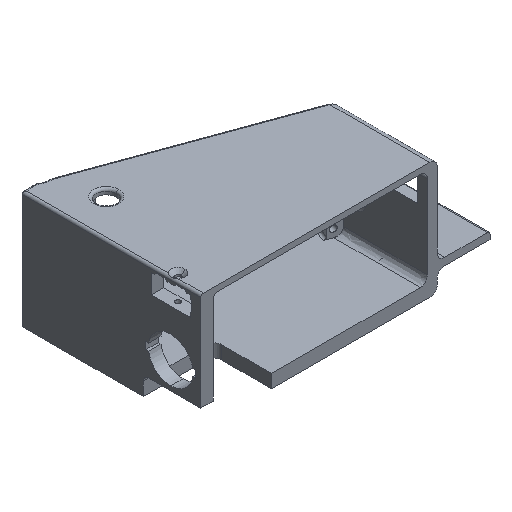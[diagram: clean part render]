
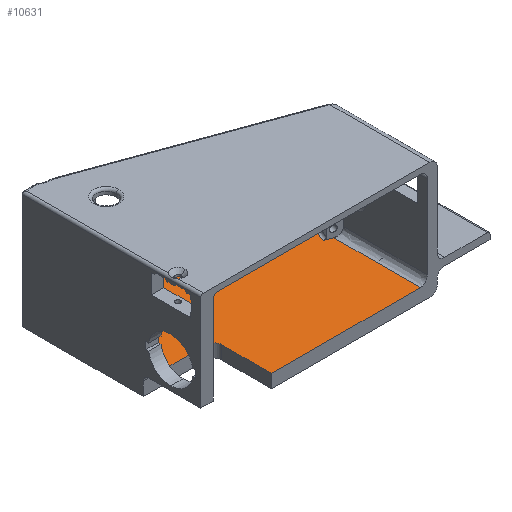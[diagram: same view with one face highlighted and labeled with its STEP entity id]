
A CAD part, isometric view. The second image highlights one B-rep face of the part: STEP entity #10631.
In plain terms, the highlighted planar face has unit normal (0, 0, 1).
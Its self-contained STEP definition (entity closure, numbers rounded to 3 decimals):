
#146 = CIRCLE ( 'NONE', #8786, 4. ) ;
#417 = CARTESIAN_POINT ( 'NONE',  ( 0., 21.5, 5.35 ) ) ;
#463 = VERTEX_POINT ( 'NONE', #11622 ) ;
#535 = CARTESIAN_POINT ( 'NONE',  ( 83.384, -1.6, 5.35 ) ) ;
#701 = CARTESIAN_POINT ( 'NONE',  ( -9.39, 3.418, 5.35 ) ) ;
#737 = DIRECTION ( 'NONE',  ( 0., -1., 0. ) ) ;
#1096 = CARTESIAN_POINT ( 'NONE',  ( 20.5, 21.5, 5.35 ) ) ;
#1161 = CARTESIAN_POINT ( 'NONE',  ( 20.5, 18.5, 5.35 ) ) ;
#1239 = EDGE_CURVE ( 'NONE', #1960, #463, #4615, .T. ) ;
#1330 = ORIENTED_EDGE ( 'NONE', *, *, #11410, .T. ) ;
#1360 = VERTEX_POINT ( 'NONE', #535 ) ;
#1467 = EDGE_CURVE ( 'NONE', #7100, #8252, #2388, .T. ) ;
#1493 = LINE ( 'NONE', #7121, #3594 ) ;
#1499 = CARTESIAN_POINT ( 'NONE',  ( 2., 34.713, 5.35 ) ) ;
#1696 = CARTESIAN_POINT ( 'NONE',  ( 83.384, -1.6, 5.35 ) ) ;
#1716 = DIRECTION ( 'NONE',  ( -1., 0., 0. ) ) ;
#1790 = VERTEX_POINT ( 'NONE', #12174 ) ;
#1862 = DIRECTION ( 'NONE',  ( -1., 0., 0. ) ) ;
#1960 = VERTEX_POINT ( 'NONE', #1499 ) ;
#2082 = EDGE_CURVE ( 'NONE', #1360, #7100, #5059, .T. ) ;
#2369 = CARTESIAN_POINT ( 'NONE',  ( 15.545, 62.278, 5.35 ) ) ;
#2388 = LINE ( 'NONE', #7155, #14134 ) ;
#2428 = VECTOR ( 'NONE', #12702, 1000. ) ;
#2563 = ORIENTED_EDGE ( 'NONE', *, *, #10004, .F. ) ;
#3061 = CARTESIAN_POINT ( 'NONE',  ( 0., 0., 5.35 ) ) ;
#3095 = VERTEX_POINT ( 'NONE', #11094 ) ;
#3282 = DIRECTION ( 'NONE',  ( 0., 0., -1. ) ) ;
#3534 = LINE ( 'NONE', #2369, #6546 ) ;
#3592 = DIRECTION ( 'NONE',  ( -0.94, 0.342, 0. ) ) ;
#3594 = VECTOR ( 'NONE', #5957, 1000. ) ;
#3630 = DIRECTION ( 'NONE',  ( -1., 0., 0. ) ) ;
#3786 = VECTOR ( 'NONE', #3592, 1000. ) ;
#4168 = PLANE ( 'NONE',  #4919 ) ;
#4461 = VECTOR ( 'NONE', #737, 1000. ) ;
#4505 = ORIENTED_EDGE ( 'NONE', *, *, #1467, .T. ) ;
#4544 = LINE ( 'NONE', #13380, #5837 ) ;
#4615 = LINE ( 'NONE', #5873, #7838 ) ;
#4746 = LINE ( 'NONE', #12483, #2428 ) ;
#4775 = ORIENTED_EDGE ( 'NONE', *, *, #9470, .F. ) ;
#4908 = CARTESIAN_POINT ( 'NONE',  ( 16.318, 64.402, 5.35 ) ) ;
#4919 = AXIS2_PLACEMENT_3D ( 'NONE', #3061, #9971, #7840 ) ;
#5001 = CARTESIAN_POINT ( 'NONE',  ( 82.473, 40.324, 5.35 ) ) ;
#5040 = VECTOR ( 'NONE', #8651, 1000. ) ;
#5059 = LINE ( 'NONE', #13002, #6381 ) ;
#5098 = CARTESIAN_POINT ( 'NONE',  ( 80.284, 34.31, 5.35 ) ) ;
#5111 = ORIENTED_EDGE ( 'NONE', *, *, #6923, .F. ) ;
#5289 = DIRECTION ( 'NONE',  ( 0.342, 0.94, 0. ) ) ;
#5782 = CARTESIAN_POINT ( 'NONE',  ( 15.545, 62.278, 5.35 ) ) ;
#5837 = VECTOR ( 'NONE', #7781, 1000. ) ;
#5873 = CARTESIAN_POINT ( 'NONE',  ( 2., 21.5, 5.35 ) ) ;
#5920 = VERTEX_POINT ( 'NONE', #5782 ) ;
#5954 = LINE ( 'NONE', #13828, #3786 ) ;
#5957 = DIRECTION ( 'NONE',  ( 0.342, 0.94, 0. ) ) ;
#5970 = ORIENTED_EDGE ( 'NONE', *, *, #13426, .T. ) ;
#6287 = CARTESIAN_POINT ( 'NONE',  ( 23.5, -1.6, 5.35 ) ) ;
#6291 = EDGE_CURVE ( 'NONE', #14043, #463, #8170, .T. ) ;
#6295 = VECTOR ( 'NONE', #5289, 1000. ) ;
#6381 = VECTOR ( 'NONE', #14108, 1000. ) ;
#6387 = VERTEX_POINT ( 'NONE', #5001 ) ;
#6445 = LINE ( 'NONE', #1696, #5040 ) ;
#6546 = VECTOR ( 'NONE', #12232, 1000. ) ;
#6554 = EDGE_CURVE ( 'NONE', #3095, #13861, #146, .T. ) ;
#6781 = CIRCLE ( 'NONE', #13851, 3. ) ;
#6808 = CARTESIAN_POINT ( 'NONE',  ( 23.5, 18.5, 5.35 ) ) ;
#6923 = EDGE_CURVE ( 'NONE', #1360, #7179, #6445, .T. ) ;
#6950 = LINE ( 'NONE', #11457, #4461 ) ;
#7100 = VERTEX_POINT ( 'NONE', #12040 ) ;
#7121 = CARTESIAN_POINT ( 'NONE',  ( 80.284, 34.31, 5.35 ) ) ;
#7155 = CARTESIAN_POINT ( 'NONE',  ( 20.418, 56.099, 5.35 ) ) ;
#7179 = VERTEX_POINT ( 'NONE', #6287 ) ;
#7311 = ORIENTED_EDGE ( 'NONE', *, *, #6291, .F. ) ;
#7423 = CARTESIAN_POINT ( 'NONE',  ( 10.2, 51.6, 5.35 ) ) ;
#7781 = DIRECTION ( 'NONE',  ( 0.342, 0.94, 0. ) ) ;
#7818 = ORIENTED_EDGE ( 'NONE', *, *, #12159, .F. ) ;
#7838 = VECTOR ( 'NONE', #12640, 1000. ) ;
#7840 = DIRECTION ( 'NONE',  ( -1., 0., 0. ) ) ;
#8170 = LINE ( 'NONE', #417, #13253 ) ;
#8252 = VERTEX_POINT ( 'NONE', #5098 ) ;
#8336 = DIRECTION ( 'NONE',  ( -0.94, 0.342, 0. ) ) ;
#8438 = ORIENTED_EDGE ( 'NONE', *, *, #6554, .T. ) ;
#8651 = DIRECTION ( 'NONE',  ( -1., 0., 0. ) ) ;
#8676 = CIRCLE ( 'NONE', #11995, 4. ) ;
#8686 = ORIENTED_EDGE ( 'NONE', *, *, #2082, .T. ) ;
#8786 = AXIS2_PLACEMENT_3D ( 'NONE', #7423, #11935, #1862 ) ;
#8902 = ORIENTED_EDGE ( 'NONE', *, *, #10889, .T. ) ;
#9275 = LINE ( 'NONE', #701, #6295 ) ;
#9470 = EDGE_CURVE ( 'NONE', #3095, #1790, #4544, .T. ) ;
#9626 = EDGE_CURVE ( 'NONE', #13808, #14043, #6781, .T. ) ;
#9971 = DIRECTION ( 'NONE',  ( 0., 0., -1. ) ) ;
#10004 = EDGE_CURVE ( 'NONE', #5920, #11453, #3534, .T. ) ;
#10047 = DIRECTION ( 'NONE',  ( -1., 0., 0. ) ) ;
#10101 = DIRECTION ( 'NONE',  ( 0., 0., 1. ) ) ;
#10117 = CARTESIAN_POINT ( 'NONE',  ( 10.2, 51.6, 5.35 ) ) ;
#10357 = VERTEX_POINT ( 'NONE', #12286 ) ;
#10631 = ADVANCED_FACE ( 'NONE', ( #14244 ), #4168, .F. ) ;
#10701 = EDGE_CURVE ( 'NONE', #13861, #10357, #8676, .T. ) ;
#10889 = EDGE_CURVE ( 'NONE', #13808, #7179, #6950, .T. ) ;
#11094 = CARTESIAN_POINT ( 'NONE',  ( 9.585, 55.552, 5.35 ) ) ;
#11289 = ORIENTED_EDGE ( 'NONE', *, *, #9626, .F. ) ;
#11410 = EDGE_CURVE ( 'NONE', #6387, #11453, #5954, .T. ) ;
#11453 = VERTEX_POINT ( 'NONE', #4908 ) ;
#11457 = CARTESIAN_POINT ( 'NONE',  ( 23.5, 0., 5.35 ) ) ;
#11479 = ORIENTED_EDGE ( 'NONE', *, *, #10701, .T. ) ;
#11622 = CARTESIAN_POINT ( 'NONE',  ( 2., 21.5, 5.35 ) ) ;
#11935 = DIRECTION ( 'NONE',  ( 0., 0., -1. ) ) ;
#11965 = ORIENTED_EDGE ( 'NONE', *, *, #1239, .T. ) ;
#11995 = AXIS2_PLACEMENT_3D ( 'NONE', #10117, #3282, #10047 ) ;
#12040 = CARTESIAN_POINT ( 'NONE',  ( 83.384, 33.181, 5.35 ) ) ;
#12159 = EDGE_CURVE ( 'NONE', #1960, #10357, #9275, .T. ) ;
#12174 = CARTESIAN_POINT ( 'NONE',  ( 12.444, 63.407, 5.35 ) ) ;
#12232 = DIRECTION ( 'NONE',  ( 0.342, 0.94, 0. ) ) ;
#12286 = CARTESIAN_POINT ( 'NONE',  ( 7.188, 48.967, 5.35 ) ) ;
#12483 = CARTESIAN_POINT ( 'NONE',  ( 21.834, 59.989, 5.35 ) ) ;
#12640 = DIRECTION ( 'NONE',  ( 0., -1., 0. ) ) ;
#12702 = DIRECTION ( 'NONE',  ( 0.94, -0.342, 0. ) ) ;
#13002 = CARTESIAN_POINT ( 'NONE',  ( 83.384, -18.819, 5.35 ) ) ;
#13253 = VECTOR ( 'NONE', #1716, 1000. ) ;
#13380 = CARTESIAN_POINT ( 'NONE',  ( -9.39, 3.418, 5.35 ) ) ;
#13426 = EDGE_CURVE ( 'NONE', #8252, #6387, #1493, .T. ) ;
#13731 = CARTESIAN_POINT ( 'NONE',  ( 14.2, 51.6, 5.35 ) ) ;
#13808 = VERTEX_POINT ( 'NONE', #6808 ) ;
#13828 = CARTESIAN_POINT ( 'NONE',  ( 22.607, 62.113, 5.35 ) ) ;
#13841 = EDGE_LOOP ( 'NONE', ( #7818, #11965, #7311, #11289, #8902, #5111, #8686, #4505, #5970, #1330, #2563, #13958, #4775, #8438, #11479 ) ) ;
#13851 = AXIS2_PLACEMENT_3D ( 'NONE', #1161, #10101, #3630 ) ;
#13861 = VERTEX_POINT ( 'NONE', #13731 ) ;
#13892 = EDGE_CURVE ( 'NONE', #1790, #5920, #4746, .T. ) ;
#13958 = ORIENTED_EDGE ( 'NONE', *, *, #13892, .F. ) ;
#14043 = VERTEX_POINT ( 'NONE', #1096 ) ;
#14108 = DIRECTION ( 'NONE',  ( 0., 1., 0. ) ) ;
#14134 = VECTOR ( 'NONE', #8336, 1000. ) ;
#14244 = FACE_OUTER_BOUND ( 'NONE', #13841, .T. ) ;
